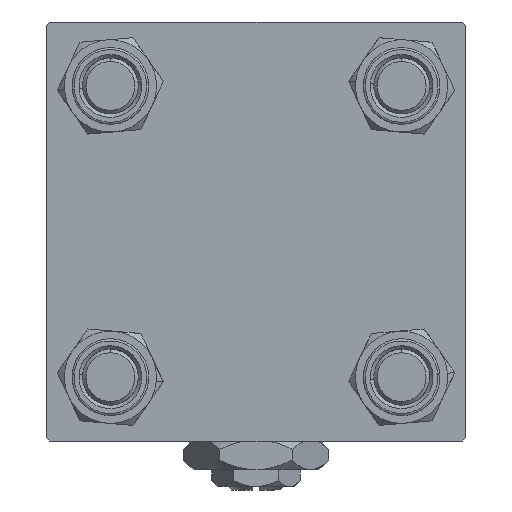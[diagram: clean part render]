
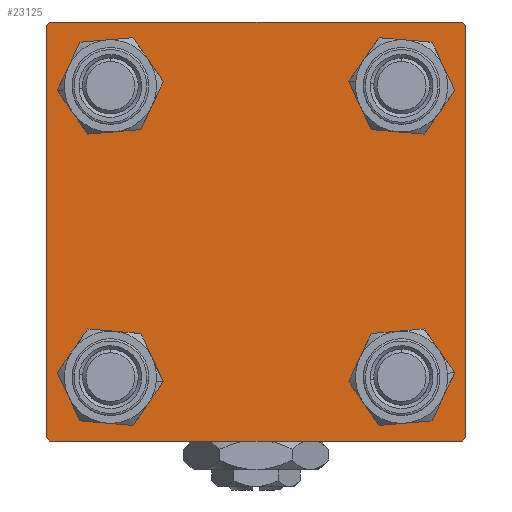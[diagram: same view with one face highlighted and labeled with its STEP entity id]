
A CAD part, left-side view. The second image highlights one B-rep face of the part: STEP entity #23125.
In plain terms, the highlighted planar face has unit normal (-1, 0, 0).
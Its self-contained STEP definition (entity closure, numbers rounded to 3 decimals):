
#141 = CARTESIAN_POINT ( 'NONE',  ( 0., 29.5, -30. ) ) ;
#347 = CARTESIAN_POINT ( 'NONE',  ( 0., 20.85, 16.35 ) ) ;
#819 = ORIENTED_EDGE ( 'NONE', *, *, #27897, .T. ) ;
#879 = EDGE_CURVE ( 'NONE', #36269, #48134, #58167, .T. ) ;
#933 = DIRECTION ( 'NONE',  ( 0., 0., 1. ) ) ;
#969 = VECTOR ( 'NONE', #51735, 1000. ) ;
#1225 = VECTOR ( 'NONE', #16948, 1000. ) ;
#1331 = EDGE_CURVE ( 'NONE', #49436, #34416, #15243, .T. ) ;
#1490 = CIRCLE ( 'NONE', #22434, 4.5 ) ;
#3002 = VERTEX_POINT ( 'NONE', #47292 ) ;
#3277 = DIRECTION ( 'NONE',  ( 0., 0.707, 0.707 ) ) ;
#3596 = EDGE_CURVE ( 'NONE', #34416, #49436, #5856, .T. ) ;
#3661 = EDGE_CURVE ( 'NONE', #12930, #11740, #54490, .T. ) ;
#3739 = ORIENTED_EDGE ( 'NONE', *, *, #38280, .T. ) ;
#4171 = EDGE_CURVE ( 'NONE', #30969, #16260, #34070, .T. ) ;
#4259 = CARTESIAN_POINT ( 'NONE',  ( 0., -30., 29.5 ) ) ;
#4426 = VERTEX_POINT ( 'NONE', #50471 ) ;
#4676 = LINE ( 'NONE', #13918, #45374 ) ;
#4770 = CARTESIAN_POINT ( 'NONE',  ( 0., -20.85, 20.85 ) ) ;
#5606 = EDGE_CURVE ( 'NONE', #56609, #30969, #15917, .T. ) ;
#5856 = CIRCLE ( 'NONE', #10632, 4.5 ) ;
#5923 = DIRECTION ( 'NONE',  ( 0., 0., 1. ) ) ;
#5946 = LINE ( 'NONE', #24164, #13952 ) ;
#6255 = EDGE_CURVE ( 'NONE', #32365, #24672, #48880, .T. ) ;
#7082 = CIRCLE ( 'NONE', #29040, 4.5 ) ;
#9060 = VECTOR ( 'NONE', #9391, 1000. ) ;
#9391 = DIRECTION ( 'NONE',  ( 0., 0., -1. ) ) ;
#9913 = CARTESIAN_POINT ( 'NONE',  ( 0., 30., 30. ) ) ;
#10181 = ORIENTED_EDGE ( 'NONE', *, *, #20047, .T. ) ;
#10632 = AXIS2_PLACEMENT_3D ( 'NONE', #38987, #33910, #50458 ) ;
#11650 = VECTOR ( 'NONE', #21282, 1000. ) ;
#11740 = VERTEX_POINT ( 'NONE', #13978 ) ;
#12590 = ORIENTED_EDGE ( 'NONE', *, *, #879, .T. ) ;
#12930 = VERTEX_POINT ( 'NONE', #34775 ) ;
#13584 = CARTESIAN_POINT ( 'NONE',  ( 0., -30., -29.5 ) ) ;
#13918 = CARTESIAN_POINT ( 'NONE',  ( 0., -29.75, 29.75 ) ) ;
#13952 = VECTOR ( 'NONE', #24756, 1000. ) ;
#13978 = CARTESIAN_POINT ( 'NONE',  ( 0., -20.85, -25.35 ) ) ;
#15217 = CARTESIAN_POINT ( 'NONE',  ( 0., 20.85, -20.85 ) ) ;
#15243 = CIRCLE ( 'NONE', #19328, 4.5 ) ;
#15639 = PLANE ( 'NONE',  #29246 ) ;
#15917 = LINE ( 'NONE', #17089, #11650 ) ;
#16260 = VERTEX_POINT ( 'NONE', #20284 ) ;
#16896 = EDGE_CURVE ( 'NONE', #24672, #32365, #7082, .T. ) ;
#16948 = DIRECTION ( 'NONE',  ( 0., -1., 0. ) ) ;
#17089 = CARTESIAN_POINT ( 'NONE',  ( 0., 29.75, 29.75 ) ) ;
#17188 = CIRCLE ( 'NONE', #27687, 4.5 ) ;
#17570 = EDGE_CURVE ( 'NONE', #16260, #36269, #58045, .T. ) ;
#17893 = CARTESIAN_POINT ( 'NONE',  ( 0., -29.5, 30. ) ) ;
#19241 = ORIENTED_EDGE ( 'NONE', *, *, #3596, .T. ) ;
#19328 = AXIS2_PLACEMENT_3D ( 'NONE', #27321, #28202, #55681 ) ;
#20042 = DIRECTION ( 'NONE',  ( 0., 0., -1. ) ) ;
#20047 = EDGE_CURVE ( 'NONE', #49349, #31616, #4676, .T. ) ;
#20129 = DIRECTION ( 'NONE',  ( 0., 0., 1. ) ) ;
#20284 = CARTESIAN_POINT ( 'NONE',  ( 0., 30., -29.5 ) ) ;
#20717 = FACE_BOUND ( 'NONE', #57142, .T. ) ;
#21010 = CARTESIAN_POINT ( 'NONE',  ( 0., 0., 0. ) ) ;
#21282 = DIRECTION ( 'NONE',  ( 0., 0.707, -0.707 ) ) ;
#21938 = CARTESIAN_POINT ( 'NONE',  ( 0., -20.85, -20.85 ) ) ;
#22434 = AXIS2_PLACEMENT_3D ( 'NONE', #15217, #33725, #34321 ) ;
#22485 = EDGE_LOOP ( 'NONE', ( #50881, #28497, #12590, #40002, #41934, #10181, #32928, #50587 ) ) ;
#22979 = DIRECTION ( 'NONE',  ( 0., 0., 1. ) ) ;
#23125 = ADVANCED_FACE ( 'NONE', ( #48203, #30559, #20717, #56566, #38937 ), #15639, .T. ) ;
#23359 = CARTESIAN_POINT ( 'NONE',  ( 0., 20.85, 25.35 ) ) ;
#24164 = CARTESIAN_POINT ( 'NONE',  ( 0., 30., 30. ) ) ;
#24672 = VERTEX_POINT ( 'NONE', #42190 ) ;
#24756 = DIRECTION ( 'NONE',  ( 0., -1., 0. ) ) ;
#25196 = VECTOR ( 'NONE', #48512, 1000. ) ;
#25692 = CARTESIAN_POINT ( 'NONE',  ( 0., -20.85, 25.35 ) ) ;
#27321 = CARTESIAN_POINT ( 'NONE',  ( 0., 20.85, 20.85 ) ) ;
#27687 = AXIS2_PLACEMENT_3D ( 'NONE', #55802, #46859, #5923 ) ;
#27897 = EDGE_CURVE ( 'NONE', #11740, #12930, #51301, .T. ) ;
#28202 = DIRECTION ( 'NONE',  ( 1., 0., 0. ) ) ;
#28497 = ORIENTED_EDGE ( 'NONE', *, *, #17570, .T. ) ;
#29040 = AXIS2_PLACEMENT_3D ( 'NONE', #53775, #31378, #44535 ) ;
#29246 = AXIS2_PLACEMENT_3D ( 'NONE', #21010, #34740, #20129 ) ;
#29668 = ORIENTED_EDGE ( 'NONE', *, *, #35843, .T. ) ;
#29988 = CARTESIAN_POINT ( 'NONE',  ( 0., 29.75, -29.75 ) ) ;
#30559 = FACE_BOUND ( 'NONE', #50180, .T. ) ;
#30969 = VERTEX_POINT ( 'NONE', #56392 ) ;
#31378 = DIRECTION ( 'NONE',  ( 1., 0., 0. ) ) ;
#31616 = VERTEX_POINT ( 'NONE', #17893 ) ;
#32365 = VERTEX_POINT ( 'NONE', #25692 ) ;
#32928 = ORIENTED_EDGE ( 'NONE', *, *, #40698, .F. ) ;
#33323 = ORIENTED_EDGE ( 'NONE', *, *, #1331, .T. ) ;
#33503 = LINE ( 'NONE', #38284, #969 ) ;
#33725 = DIRECTION ( 'NONE',  ( 1., 0., 0. ) ) ;
#33910 = DIRECTION ( 'NONE',  ( 1., 0., 0. ) ) ;
#34070 = LINE ( 'NONE', #9913, #47832 ) ;
#34321 = DIRECTION ( 'NONE',  ( 0., 0., 1. ) ) ;
#34416 = VERTEX_POINT ( 'NONE', #347 ) ;
#34494 = DIRECTION ( 'NONE',  ( 0., 0., 1. ) ) ;
#34740 = DIRECTION ( 'NONE',  ( -1., 0., 0. ) ) ;
#34775 = CARTESIAN_POINT ( 'NONE',  ( 0., -20.85, -16.35 ) ) ;
#35376 = ORIENTED_EDGE ( 'NONE', *, *, #16896, .T. ) ;
#35452 = EDGE_LOOP ( 'NONE', ( #33323, #19241 ) ) ;
#35843 = EDGE_CURVE ( 'NONE', #3002, #4426, #17188, .T. ) ;
#36269 = VERTEX_POINT ( 'NONE', #141 ) ;
#36321 = EDGE_CURVE ( 'NONE', #49349, #50480, #50320, .T. ) ;
#38280 = EDGE_CURVE ( 'NONE', #4426, #3002, #1490, .T. ) ;
#38284 = CARTESIAN_POINT ( 'NONE',  ( 0., -29.75, -29.75 ) ) ;
#38288 = EDGE_LOOP ( 'NONE', ( #52948, #35376 ) ) ;
#38937 = FACE_OUTER_BOUND ( 'NONE', #22485, .T. ) ;
#38987 = CARTESIAN_POINT ( 'NONE',  ( 0., 20.85, 20.85 ) ) ;
#40002 = ORIENTED_EDGE ( 'NONE', *, *, #54812, .T. ) ;
#40698 = EDGE_CURVE ( 'NONE', #56609, #31616, #5946, .T. ) ;
#41147 = ORIENTED_EDGE ( 'NONE', *, *, #3661, .T. ) ;
#41847 = DIRECTION ( 'NONE',  ( 1., 0., 0. ) ) ;
#41934 = ORIENTED_EDGE ( 'NONE', *, *, #36321, .F. ) ;
#42190 = CARTESIAN_POINT ( 'NONE',  ( 0., -20.85, 16.35 ) ) ;
#42727 = CARTESIAN_POINT ( 'NONE',  ( 0., -20.85, -20.85 ) ) ;
#42738 = AXIS2_PLACEMENT_3D ( 'NONE', #42727, #41847, #933 ) ;
#44535 = DIRECTION ( 'NONE',  ( 0., 0., 1. ) ) ;
#45374 = VECTOR ( 'NONE', #3277, 1000. ) ;
#46859 = DIRECTION ( 'NONE',  ( 1., 0., 0. ) ) ;
#47292 = CARTESIAN_POINT ( 'NONE',  ( 0., 20.85, -16.35 ) ) ;
#47832 = VECTOR ( 'NONE', #20042, 1000. ) ;
#48134 = VERTEX_POINT ( 'NONE', #51324 ) ;
#48203 = FACE_BOUND ( 'NONE', #38288, .T. ) ;
#48512 = DIRECTION ( 'NONE',  ( 0., -0.707, -0.707 ) ) ;
#48880 = CIRCLE ( 'NONE', #52671, 4.5 ) ;
#48926 = CARTESIAN_POINT ( 'NONE',  ( 0., 30., -30. ) ) ;
#48958 = CARTESIAN_POINT ( 'NONE',  ( 0., 29.5, 30. ) ) ;
#49349 = VERTEX_POINT ( 'NONE', #4259 ) ;
#49436 = VERTEX_POINT ( 'NONE', #23359 ) ;
#50180 = EDGE_LOOP ( 'NONE', ( #41147, #819 ) ) ;
#50320 = LINE ( 'NONE', #55957, #9060 ) ;
#50458 = DIRECTION ( 'NONE',  ( 0., 0., 1. ) ) ;
#50471 = CARTESIAN_POINT ( 'NONE',  ( 0., 20.85, -25.35 ) ) ;
#50475 = DIRECTION ( 'NONE',  ( 1., 0., 0. ) ) ;
#50480 = VERTEX_POINT ( 'NONE', #13584 ) ;
#50587 = ORIENTED_EDGE ( 'NONE', *, *, #5606, .T. ) ;
#50881 = ORIENTED_EDGE ( 'NONE', *, *, #4171, .T. ) ;
#51301 = CIRCLE ( 'NONE', #42738, 4.5 ) ;
#51324 = CARTESIAN_POINT ( 'NONE',  ( 0., -29.5, -30. ) ) ;
#51735 = DIRECTION ( 'NONE',  ( 0., -0.707, 0.707 ) ) ;
#52671 = AXIS2_PLACEMENT_3D ( 'NONE', #4770, #50475, #22979 ) ;
#52948 = ORIENTED_EDGE ( 'NONE', *, *, #6255, .T. ) ;
#53775 = CARTESIAN_POINT ( 'NONE',  ( 0., -20.85, 20.85 ) ) ;
#54490 = CIRCLE ( 'NONE', #56375, 4.5 ) ;
#54812 = EDGE_CURVE ( 'NONE', #48134, #50480, #33503, .T. ) ;
#55681 = DIRECTION ( 'NONE',  ( 0., 0., 1. ) ) ;
#55802 = CARTESIAN_POINT ( 'NONE',  ( 0., 20.85, -20.85 ) ) ;
#55957 = CARTESIAN_POINT ( 'NONE',  ( 0., -30., 30. ) ) ;
#56375 = AXIS2_PLACEMENT_3D ( 'NONE', #21938, #58365, #34494 ) ;
#56392 = CARTESIAN_POINT ( 'NONE',  ( 0., 30., 29.5 ) ) ;
#56566 = FACE_BOUND ( 'NONE', #35452, .T. ) ;
#56609 = VERTEX_POINT ( 'NONE', #48958 ) ;
#57142 = EDGE_LOOP ( 'NONE', ( #29668, #3739 ) ) ;
#58045 = LINE ( 'NONE', #29988, #25196 ) ;
#58167 = LINE ( 'NONE', #48926, #1225 ) ;
#58365 = DIRECTION ( 'NONE',  ( 1., 0., 0. ) ) ;
